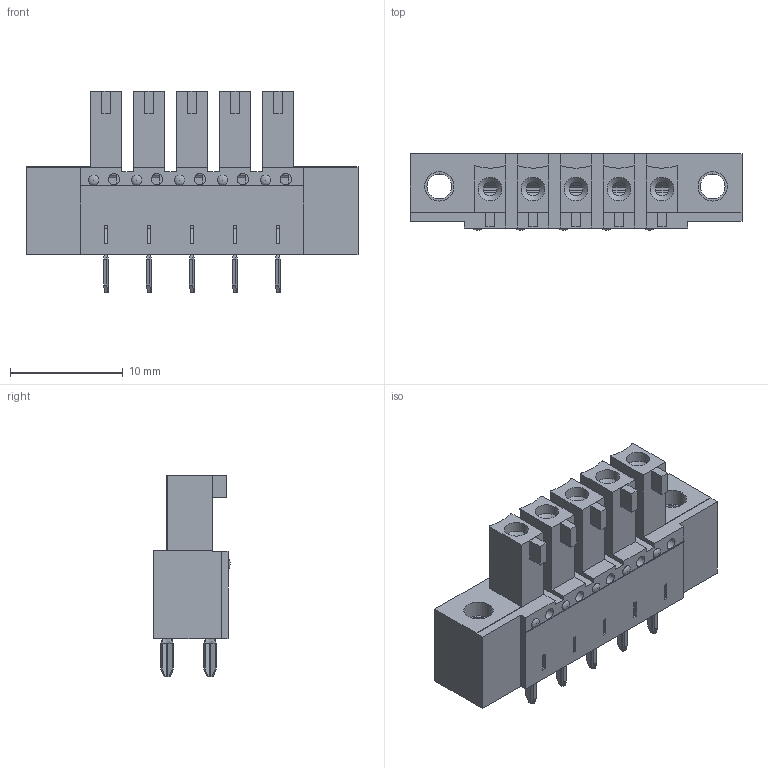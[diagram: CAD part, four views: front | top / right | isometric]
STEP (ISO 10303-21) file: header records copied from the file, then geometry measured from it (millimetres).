
FILE_DESCRIPTION( ( 'Unknown' ), '1' );
FILE_NAME( '691308330005.stp', 'Unknown', ( 'Unknown' ), ( 'Unknown' ), 'PSStep 18.0.17', 'Unknown', ' ' );
FILE_SCHEMA( ( 'AUTOMOTIVE_DESIGN { 1 0 10303 214 1 1 1 1 }' ) );
Length unit declared in the file: millimetre
Products named in the file (4): Assem1; 6913083300xx_Pin; 6913083300xx_Thread; 691308330005
Assembly tree (8 placements, depth 2):
  Assem1
    6913083300xx_Pin  x5
    6913083300xx_Thread  x2
    691308330005
Bounding box: 29.44 x 6.8 x 17.9 mm (x, y, z)
Volume: 1182.6 mm3; surface area: 3480.7 mm2
Topology: 8 solids, 8 shells, 939 faces, 2586 edges, 1660 vertices
Faces by surface type: plane 729, cylinder 156, bspline 40, revolution 5, cone 5, torus 4
Full cylindrical faces by diameter (mm): 1 x5, 1.2 x5, 2.1 x5, 2.2 x2, 2.6 x2
Entity records: 20889 total; most frequent: CARTESIAN_POINT 3391, ORIENTED_EDGE 2836, DIRECTION 2556, EDGE_CURVE 1418, LINE 1245, VECTOR 1245, VERTEX_POINT 940, AXIS2_PLACEMENT_3D 653
